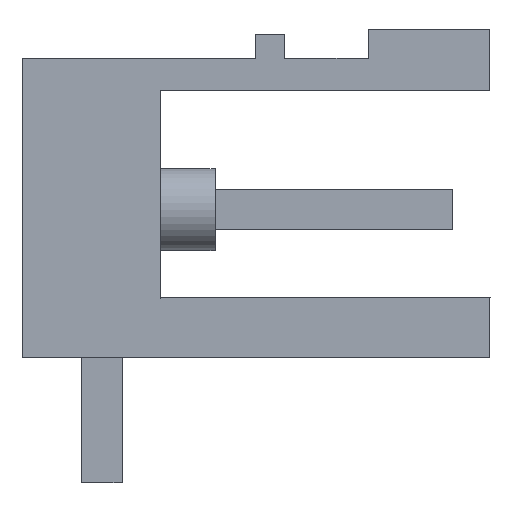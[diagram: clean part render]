
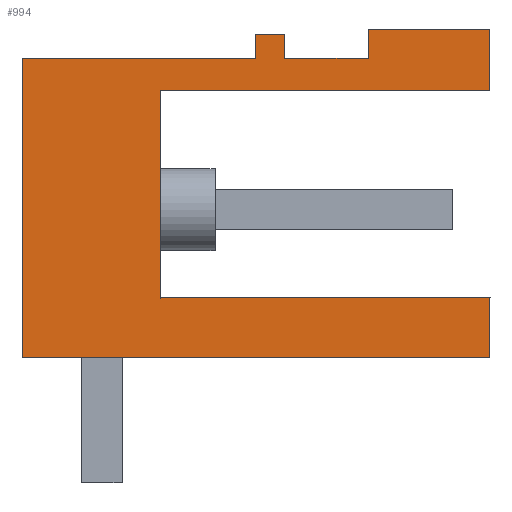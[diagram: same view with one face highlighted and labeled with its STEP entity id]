
A CAD part, left-side view. The second image highlights one B-rep face of the part: STEP entity #994.
In plain terms, the highlighted planar face has unit normal (-1, 0, 0).
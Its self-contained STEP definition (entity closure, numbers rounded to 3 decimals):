
#894=AXIS2_PLACEMENT_3D('Plane Axis2P3D',#891,#892,#893) ;
#310=CARTESIAN_POINT('Vertex',(0.,12.,1.5)) ;
#313=CARTESIAN_POINT('Line Origine',(0.,12.,5.34)) ;
#317=CARTESIAN_POINT('Vertex',(0.,12.,9.18)) ;
#725=CARTESIAN_POINT('Vertex',(0.,0.,1.5)) ;
#728=CARTESIAN_POINT('Line Origine',(0.,6.,1.5)) ;
#891=CARTESIAN_POINT('Axis2P3D Location',(0.,12.,0.)) ;
#896=CARTESIAN_POINT('Line Origine',(0.,0.,9.146)) ;
#900=CARTESIAN_POINT('Vertex',(0.,0.,8.363)) ;
#902=CARTESIAN_POINT('Vertex',(0.,0.,9.93)) ;
#905=CARTESIAN_POINT('Line Origine',(0.,1.56,9.93)) ;
#909=CARTESIAN_POINT('Vertex',(0.,3.12,9.93)) ;
#912=CARTESIAN_POINT('Line Origine',(0.,3.12,9.555)) ;
#916=CARTESIAN_POINT('Vertex',(0.,3.12,9.18)) ;
#919=CARTESIAN_POINT('Line Origine',(0.,4.195,9.18)) ;
#923=CARTESIAN_POINT('Vertex',(0.,5.27,9.18)) ;
#926=CARTESIAN_POINT('Line Origine',(0.,5.27,9.49)) ;
#930=CARTESIAN_POINT('Vertex',(0.,5.27,9.8)) ;
#933=CARTESIAN_POINT('Line Origine',(0.,5.645,9.8)) ;
#937=CARTESIAN_POINT('Vertex',(0.,6.02,9.8)) ;
#940=CARTESIAN_POINT('Line Origine',(0.,6.02,9.49)) ;
#944=CARTESIAN_POINT('Vertex',(0.,6.02,9.18)) ;
#947=CARTESIAN_POINT('Line Origine',(0.,9.01,9.18)) ;
#952=CARTESIAN_POINT('Line Origine',(0.,0.,2.275)) ;
#956=CARTESIAN_POINT('Vertex',(0.,0.,3.05)) ;
#959=CARTESIAN_POINT('Line Origine',(0.,4.225,3.05)) ;
#963=CARTESIAN_POINT('Vertex',(0.,8.45,3.05)) ;
#966=CARTESIAN_POINT('Line Origine',(0.,8.45,5.707)) ;
#970=CARTESIAN_POINT('Vertex',(0.,8.45,8.363)) ;
#973=CARTESIAN_POINT('Line Origine',(0.,4.225,8.363)) ;
#314=DIRECTION('Vector Direction',(0.,0.,-1.)) ;
#729=DIRECTION('Vector Direction',(0.,1.,0.)) ;
#892=DIRECTION('Axis2P3D Direction',(-1.,0.,0.)) ;
#893=DIRECTION('Axis2P3D XDirection',(0.,-1.,0.)) ;
#897=DIRECTION('Vector Direction',(0.,0.,-1.)) ;
#906=DIRECTION('Vector Direction',(0.,1.,0.)) ;
#913=DIRECTION('Vector Direction',(0.,0.,1.)) ;
#920=DIRECTION('Vector Direction',(0.,1.,0.)) ;
#927=DIRECTION('Vector Direction',(0.,0.,1.)) ;
#934=DIRECTION('Vector Direction',(0.,-1.,0.)) ;
#941=DIRECTION('Vector Direction',(0.,0.,1.)) ;
#948=DIRECTION('Vector Direction',(0.,-1.,0.)) ;
#953=DIRECTION('Vector Direction',(0.,0.,1.)) ;
#960=DIRECTION('Vector Direction',(0.,1.,0.)) ;
#967=DIRECTION('Vector Direction',(0.,0.,1.)) ;
#974=DIRECTION('Vector Direction',(0.,1.,0.)) ;
#315=VECTOR('Line Direction',#314,1.) ;
#730=VECTOR('Line Direction',#729,1.) ;
#898=VECTOR('Line Direction',#897,1.) ;
#907=VECTOR('Line Direction',#906,1.) ;
#914=VECTOR('Line Direction',#913,1.) ;
#921=VECTOR('Line Direction',#920,1.) ;
#928=VECTOR('Line Direction',#927,1.) ;
#935=VECTOR('Line Direction',#934,1.) ;
#942=VECTOR('Line Direction',#941,1.) ;
#949=VECTOR('Line Direction',#948,1.) ;
#954=VECTOR('Line Direction',#953,1.) ;
#961=VECTOR('Line Direction',#960,1.) ;
#968=VECTOR('Line Direction',#967,1.) ;
#975=VECTOR('Line Direction',#974,1.) ;
#979=ORIENTED_EDGE('',*,*,#904,.T.) ;
#980=ORIENTED_EDGE('',*,*,#911,.T.) ;
#981=ORIENTED_EDGE('',*,*,#918,.T.) ;
#982=ORIENTED_EDGE('',*,*,#925,.T.) ;
#983=ORIENTED_EDGE('',*,*,#932,.T.) ;
#984=ORIENTED_EDGE('',*,*,#939,.T.) ;
#985=ORIENTED_EDGE('',*,*,#946,.T.) ;
#986=ORIENTED_EDGE('',*,*,#951,.F.) ;
#987=ORIENTED_EDGE('',*,*,#319,.T.) ;
#988=ORIENTED_EDGE('',*,*,#732,.F.) ;
#989=ORIENTED_EDGE('',*,*,#958,.T.) ;
#990=ORIENTED_EDGE('',*,*,#965,.T.) ;
#991=ORIENTED_EDGE('',*,*,#972,.T.) ;
#992=ORIENTED_EDGE('',*,*,#977,.T.) ;
#994=ADVANCED_FACE('Housing',(#993),#895,.T.) ;
#319=EDGE_CURVE('',#318,#311,#316,.T.) ;
#732=EDGE_CURVE('',#726,#311,#731,.T.) ;
#904=EDGE_CURVE('',#901,#903,#899,.F.) ;
#911=EDGE_CURVE('',#903,#910,#908,.T.) ;
#918=EDGE_CURVE('',#910,#917,#915,.F.) ;
#925=EDGE_CURVE('',#917,#924,#922,.T.) ;
#932=EDGE_CURVE('',#924,#931,#929,.T.) ;
#939=EDGE_CURVE('',#931,#938,#936,.F.) ;
#946=EDGE_CURVE('',#938,#945,#943,.F.) ;
#951=EDGE_CURVE('',#318,#945,#950,.T.) ;
#958=EDGE_CURVE('',#726,#957,#955,.T.) ;
#965=EDGE_CURVE('',#957,#964,#962,.T.) ;
#972=EDGE_CURVE('',#964,#971,#969,.T.) ;
#977=EDGE_CURVE('',#971,#901,#976,.F.) ;
#978=EDGE_LOOP('',(#979,#980,#981,#982,#983,#984,#985,#986,#987,#988,#989,#990,#991,#992)) ;
#993=FACE_OUTER_BOUND('',#978,.T.) ;
#316=LINE('Line',#313,#315) ;
#731=LINE('Line',#728,#730) ;
#899=LINE('Line',#896,#898) ;
#908=LINE('Line',#905,#907) ;
#915=LINE('Line',#912,#914) ;
#922=LINE('Line',#919,#921) ;
#929=LINE('Line',#926,#928) ;
#936=LINE('Line',#933,#935) ;
#943=LINE('Line',#940,#942) ;
#950=LINE('Line',#947,#949) ;
#955=LINE('Line',#952,#954) ;
#962=LINE('Line',#959,#961) ;
#969=LINE('Line',#966,#968) ;
#976=LINE('Line',#973,#975) ;
#895=PLANE('',#894) ;
#311=VERTEX_POINT('',#310) ;
#318=VERTEX_POINT('',#317) ;
#726=VERTEX_POINT('',#725) ;
#901=VERTEX_POINT('',#900) ;
#903=VERTEX_POINT('',#902) ;
#910=VERTEX_POINT('',#909) ;
#917=VERTEX_POINT('',#916) ;
#924=VERTEX_POINT('',#923) ;
#931=VERTEX_POINT('',#930) ;
#938=VERTEX_POINT('',#937) ;
#945=VERTEX_POINT('',#944) ;
#957=VERTEX_POINT('',#956) ;
#964=VERTEX_POINT('',#963) ;
#971=VERTEX_POINT('',#970) ;
